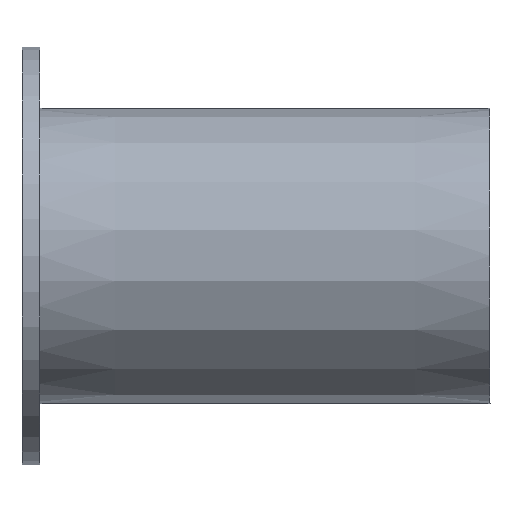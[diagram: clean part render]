
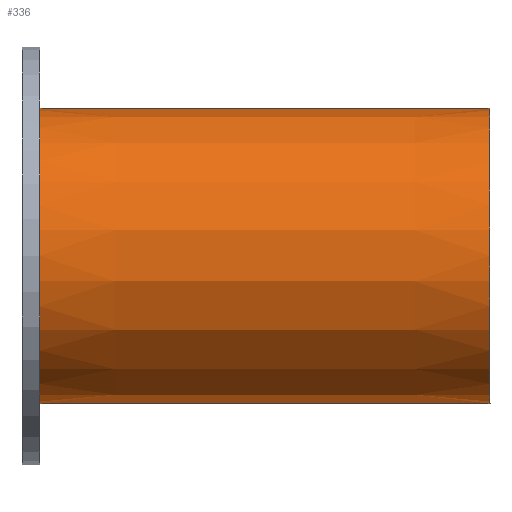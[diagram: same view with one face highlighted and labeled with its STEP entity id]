
A CAD part, top view. The second image highlights one B-rep face of the part: STEP entity #336.
In plain terms, the highlighted conical face has half-angle 0.001 degrees and reference radius 13.45 mm.
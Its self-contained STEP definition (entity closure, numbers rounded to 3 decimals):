
#35 = CARTESIAN_POINT ( 'NONE',  ( -106.455, 5.278, 0. ) ) ;
#38 = CONICAL_SURFACE ( 'NONE', #261, 13.45, 0. ) ;
#40 = VECTOR ( 'NONE', #224, 1000. ) ;
#67 = VERTEX_POINT ( 'NONE', #75 ) ;
#72 = DIRECTION ( 'NONE',  ( 0., -1., 0. ) ) ;
#75 = CARTESIAN_POINT ( 'NONE',  ( -65.454, -8.171, 0. ) ) ;
#77 = ORIENTED_EDGE ( 'NONE', *, *, #258, .T. ) ;
#88 = CARTESIAN_POINT ( 'NONE',  ( -65.455, 18.729, 0. ) ) ;
#104 = CARTESIAN_POINT ( 'NONE',  ( -65.455, 5.279, 0. ) ) ;
#110 = AXIS2_PLACEMENT_3D ( 'NONE', #35, #256, #248 ) ;
#126 = CARTESIAN_POINT ( 'NONE',  ( -65.454, -8.171, 0. ) ) ;
#130 = CARTESIAN_POINT ( 'NONE',  ( -106.454, -8.173, 0. ) ) ;
#134 = DIRECTION ( 'NONE',  ( 0., -1., 0. ) ) ;
#136 = DIRECTION ( 'NONE',  ( -1., 0., 0. ) ) ;
#142 = VERTEX_POINT ( 'NONE', #88 ) ;
#149 = AXIS2_PLACEMENT_3D ( 'NONE', #104, #196, #134 ) ;
#195 = ORIENTED_EDGE ( 'NONE', *, *, #317, .T. ) ;
#196 = DIRECTION ( 'NONE',  ( -1., 0., 0. ) ) ;
#214 = CIRCLE ( 'NONE', #149, 13.45 ) ;
#224 = DIRECTION ( 'NONE',  ( -1., 0., 0. ) ) ;
#246 = VECTOR ( 'NONE', #136, 1000. ) ;
#248 = DIRECTION ( 'NONE',  ( 0., -1., 0. ) ) ;
#251 = CARTESIAN_POINT ( 'NONE',  ( -65.455, 18.729, 0. ) ) ;
#253 = FACE_OUTER_BOUND ( 'NONE', #284, .T. ) ;
#255 = ORIENTED_EDGE ( 'NONE', *, *, #326, .F. ) ;
#256 = DIRECTION ( 'NONE',  ( -1., 0., 0. ) ) ;
#258 = EDGE_CURVE ( 'NONE', #67, #142, #214, .T. ) ;
#261 = AXIS2_PLACEMENT_3D ( 'NONE', #341, #372, #72 ) ;
#277 = CIRCLE ( 'NONE', #110, 13.451 ) ;
#284 = EDGE_LOOP ( 'NONE', ( #77, #195, #255, #303 ) ) ;
#287 = EDGE_CURVE ( 'NONE', #67, #313, #344, .T. ) ;
#303 = ORIENTED_EDGE ( 'NONE', *, *, #287, .F. ) ;
#304 = LINE ( 'NONE', #251, #246 ) ;
#313 = VERTEX_POINT ( 'NONE', #130 ) ;
#315 = CARTESIAN_POINT ( 'NONE',  ( -106.455, 18.729, 0. ) ) ;
#317 = EDGE_CURVE ( 'NONE', #142, #340, #304, .T. ) ;
#326 = EDGE_CURVE ( 'NONE', #313, #340, #277, .T. ) ;
#336 = ADVANCED_FACE ( 'NONE', ( #253 ), #38, .T. ) ;
#340 = VERTEX_POINT ( 'NONE', #315 ) ;
#341 = CARTESIAN_POINT ( 'NONE',  ( -65.455, 5.279, 0. ) ) ;
#344 = LINE ( 'NONE', #126, #40 ) ;
#372 = DIRECTION ( 'NONE',  ( -1., 0., 0. ) ) ;
